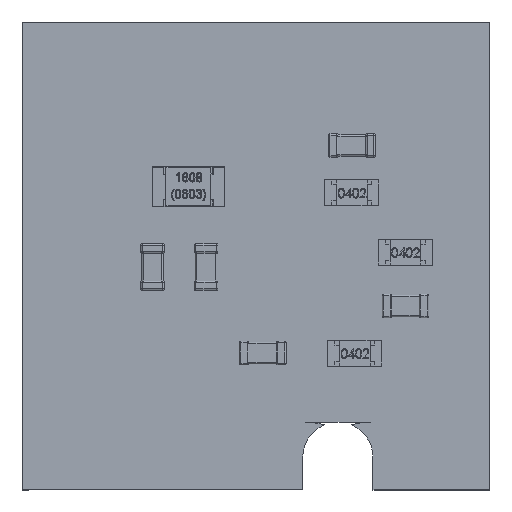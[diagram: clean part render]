
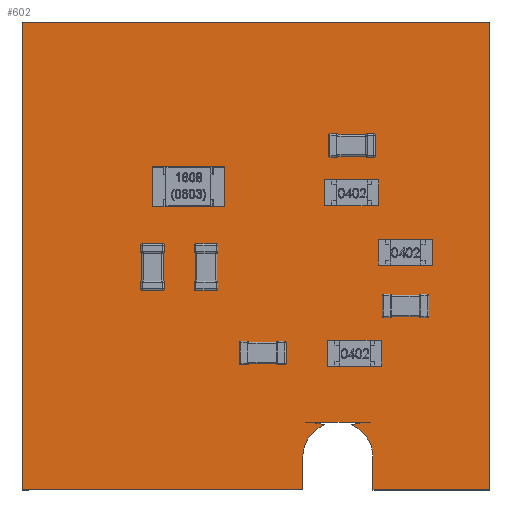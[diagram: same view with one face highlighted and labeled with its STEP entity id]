
A CAD part, top view. The second image highlights one B-rep face of the part: STEP entity #602.
In plain terms, the highlighted planar face has unit normal (0, 0, 1).
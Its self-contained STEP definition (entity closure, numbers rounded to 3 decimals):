
#109 = VERTEX_POINT('',#110);
#110 = CARTESIAN_POINT('',(0.,0.,0.411));
#116 = EDGE_CURVE('',#109,#117,#119,.T.);
#117 = VERTEX_POINT('',#118);
#118 = CARTESIAN_POINT('',(0.,10.,0.411));
#119 = LINE('',#120,#121);
#120 = CARTESIAN_POINT('',(0.,0.,0.411));
#121 = VECTOR('',#122,1.);
#122 = DIRECTION('',(0.,1.,0.));
#147 = EDGE_CURVE('',#117,#148,#150,.T.);
#148 = VERTEX_POINT('',#149);
#149 = CARTESIAN_POINT('',(10.,10.,0.411));
#150 = LINE('',#151,#152);
#151 = CARTESIAN_POINT('',(0.,10.,0.411));
#152 = VECTOR('',#153,1.);
#153 = DIRECTION('',(1.,0.,0.));
#178 = EDGE_CURVE('',#148,#179,#181,.T.);
#179 = VERTEX_POINT('',#180);
#180 = CARTESIAN_POINT('',(10.,0.,0.411));
#181 = LINE('',#182,#183);
#182 = CARTESIAN_POINT('',(10.,10.,0.411));
#183 = VECTOR('',#184,1.);
#184 = DIRECTION('',(0.,-1.,0.));
#209 = EDGE_CURVE('',#179,#210,#212,.T.);
#210 = VERTEX_POINT('',#211);
#211 = CARTESIAN_POINT('',(7.5,0.,0.411));
#212 = LINE('',#213,#214);
#213 = CARTESIAN_POINT('',(10.,0.,0.411));
#214 = VECTOR('',#215,1.);
#215 = DIRECTION('',(-1.,0.,0.));
#240 = EDGE_CURVE('',#210,#241,#243,.T.);
#241 = VERTEX_POINT('',#242);
#242 = CARTESIAN_POINT('',(7.5,0.7,0.411));
#243 = LINE('',#244,#245);
#244 = CARTESIAN_POINT('',(7.5,0.,0.411));
#245 = VECTOR('',#246,1.);
#246 = DIRECTION('',(0.,1.,0.));
#271 = EDGE_CURVE('',#241,#272,#274,.T.);
#272 = VERTEX_POINT('',#273);
#273 = CARTESIAN_POINT('',(7.041,1.391,0.411));
#274 = CIRCLE('',#275,0.75);
#275 = AXIS2_PLACEMENT_3D('',#276,#277,#278);
#276 = CARTESIAN_POINT('',(6.75,0.7,0.411));
#277 = DIRECTION('',(0.,0.,1.));
#278 = DIRECTION('',(1.,0.,0.));
#306 = VERTEX_POINT('',#307);
#307 = CARTESIAN_POINT('',(7.45,1.45,0.411));
#313 = EDGE_CURVE('',#306,#272,#314,.T.);
#314 = CIRCLE('',#315,1.45);
#315 = AXIS2_PLACEMENT_3D('',#316,#317,#318);
#316 = CARTESIAN_POINT('',(7.45,0.,0.411));
#317 = DIRECTION('',(0.,0.,1.));
#318 = DIRECTION('',(0.,1.,0.));
#339 = VERTEX_POINT('',#340);
#340 = CARTESIAN_POINT('',(6.752,1.45,0.411));
#346 = EDGE_CURVE('',#339,#306,#347,.T.);
#347 = LINE('',#348,#349);
#348 = CARTESIAN_POINT('',(6.05,1.45,0.411));
#349 = VECTOR('',#350,1.);
#350 = DIRECTION('',(1.,0.,0.));
#368 = EDGE_CURVE('',#339,#369,#371,.T.);
#369 = VERTEX_POINT('',#370);
#370 = CARTESIAN_POINT('',(6.748,1.45,0.411));
#371 = CIRCLE('',#372,0.75);
#372 = AXIS2_PLACEMENT_3D('',#373,#374,#375);
#373 = CARTESIAN_POINT('',(6.75,0.7,0.411));
#374 = DIRECTION('',(0.,0.,1.));
#375 = DIRECTION('',(1.,0.,0.));
#403 = VERTEX_POINT('',#404);
#404 = CARTESIAN_POINT('',(6.05,1.45,0.411));
#410 = EDGE_CURVE('',#403,#369,#411,.T.);
#411 = LINE('',#412,#413);
#412 = CARTESIAN_POINT('',(6.05,1.45,0.411));
#413 = VECTOR('',#414,1.);
#414 = DIRECTION('',(1.,0.,0.));
#434 = VERTEX_POINT('',#435);
#435 = CARTESIAN_POINT('',(6.459,1.391,0.411));
#441 = EDGE_CURVE('',#434,#403,#442,.T.);
#442 = CIRCLE('',#443,1.45);
#443 = AXIS2_PLACEMENT_3D('',#444,#445,#446);
#444 = CARTESIAN_POINT('',(6.05,0.,0.411));
#445 = DIRECTION('',(0.,0.,1.));
#446 = DIRECTION('',(0.,-1.,0.));
#465 = EDGE_CURVE('',#434,#466,#468,.T.);
#466 = VERTEX_POINT('',#467);
#467 = CARTESIAN_POINT('',(6.,0.7,0.411));
#468 = CIRCLE('',#469,0.75);
#469 = AXIS2_PLACEMENT_3D('',#470,#471,#472);
#470 = CARTESIAN_POINT('',(6.75,0.7,0.411));
#471 = DIRECTION('',(0.,0.,1.));
#472 = DIRECTION('',(1.,0.,0.));
#498 = EDGE_CURVE('',#466,#499,#501,.T.);
#499 = VERTEX_POINT('',#500);
#500 = CARTESIAN_POINT('',(6.,0.008,0.411));
#501 = LINE('',#502,#503);
#502 = CARTESIAN_POINT('',(6.,0.7,0.411));
#503 = VECTOR('',#504,1.);
#504 = DIRECTION('',(0.,-1.,0.));
#529 = EDGE_CURVE('',#499,#530,#532,.T.);
#530 = VERTEX_POINT('',#531);
#531 = CARTESIAN_POINT('',(6.,0.,0.411));
#532 = CIRCLE('',#533,1.45);
#533 = AXIS2_PLACEMENT_3D('',#534,#535,#536);
#534 = CARTESIAN_POINT('',(7.45,0.,0.411));
#535 = DIRECTION('',(0.,0.,1.));
#536 = DIRECTION('',(0.,1.,0.));
#562 = EDGE_CURVE('',#530,#109,#563,.T.);
#563 = LINE('',#564,#565);
#564 = CARTESIAN_POINT('',(6.,0.,0.411));
#565 = VECTOR('',#566,1.);
#566 = DIRECTION('',(-1.,0.,0.));
#602 = ADVANCED_FACE('',(#603),#620,.T.);
#603 = FACE_BOUND('',#604,.T.);
#604 = EDGE_LOOP('',(#605,#606,#607,#608,#609,#610,#611,#612,#613,#614,
    #615,#616,#617,#618,#619));
#605 = ORIENTED_EDGE('',*,*,#116,.F.);
#606 = ORIENTED_EDGE('',*,*,#562,.F.);
#607 = ORIENTED_EDGE('',*,*,#529,.F.);
#608 = ORIENTED_EDGE('',*,*,#498,.F.);
#609 = ORIENTED_EDGE('',*,*,#465,.F.);
#610 = ORIENTED_EDGE('',*,*,#441,.T.);
#611 = ORIENTED_EDGE('',*,*,#410,.T.);
#612 = ORIENTED_EDGE('',*,*,#368,.F.);
#613 = ORIENTED_EDGE('',*,*,#346,.T.);
#614 = ORIENTED_EDGE('',*,*,#313,.T.);
#615 = ORIENTED_EDGE('',*,*,#271,.F.);
#616 = ORIENTED_EDGE('',*,*,#240,.F.);
#617 = ORIENTED_EDGE('',*,*,#209,.F.);
#618 = ORIENTED_EDGE('',*,*,#178,.F.);
#619 = ORIENTED_EDGE('',*,*,#147,.F.);
#620 = PLANE('',#621);
#621 = AXIS2_PLACEMENT_3D('',#622,#623,#624);
#622 = CARTESIAN_POINT('',(0.,0.,0.411));
#623 = DIRECTION('',(0.,0.,1.));
#624 = DIRECTION('',(1.,0.,0.));
